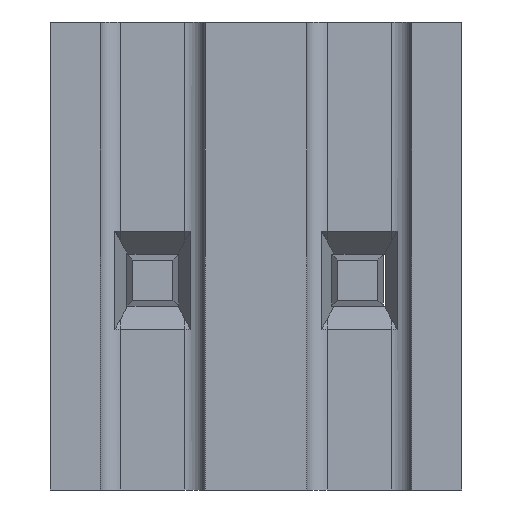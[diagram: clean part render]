
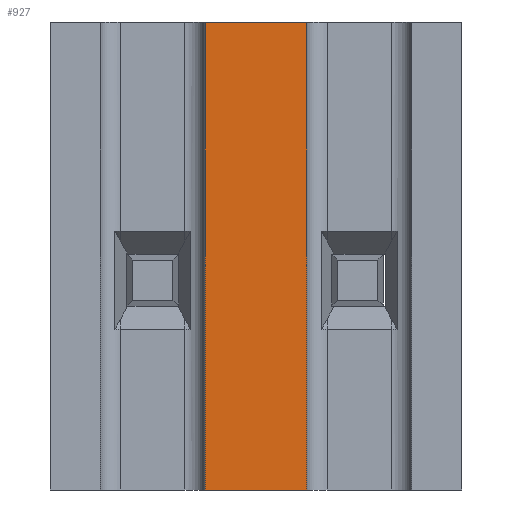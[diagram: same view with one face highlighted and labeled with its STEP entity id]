
A CAD part, front view. The second image highlights one B-rep face of the part: STEP entity #927.
In plain terms, the highlighted planar face has unit normal (0, -1, 0).
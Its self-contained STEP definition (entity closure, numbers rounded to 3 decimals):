
#9 = CARTESIAN_POINT ( 'NONE',  ( 0.63, -1.65, -2.9 ) ) ;
#71 = VECTOR ( 'NONE', #1956, 1000. ) ;
#225 = ORIENTED_EDGE ( 'NONE', *, *, #669, .F. ) ;
#320 = CARTESIAN_POINT ( 'NONE',  ( 0.63, -1.65, 2.9 ) ) ;
#354 = CARTESIAN_POINT ( 'NONE',  ( -0.63, -1.65, -2.9 ) ) ;
#402 = EDGE_CURVE ( 'NONE', #751, #2320, #1305, .T. ) ;
#553 = DIRECTION ( 'NONE',  ( 0., 0., 1. ) ) ;
#582 = CARTESIAN_POINT ( 'NONE',  ( 2.55, -1.65, 2.9 ) ) ;
#669 = EDGE_CURVE ( 'NONE', #1365, #1932, #1338, .T. ) ;
#739 = FACE_OUTER_BOUND ( 'NONE', #1876, .T. ) ;
#751 = VERTEX_POINT ( 'NONE', #320 ) ;
#924 = DIRECTION ( 'NONE',  ( -1., 0., 0. ) ) ;
#927 = ADVANCED_FACE ( 'NONE', ( #739 ), #953, .F. ) ;
#953 = PLANE ( 'NONE',  #984 ) ;
#984 = AXIS2_PLACEMENT_3D ( 'NONE', #1717, #2504, #553 ) ;
#1011 = DIRECTION ( 'NONE',  ( 0., 0., 1. ) ) ;
#1281 = LINE ( 'NONE', #354, #1315 ) ;
#1305 = LINE ( 'NONE', #582, #71 ) ;
#1315 = VECTOR ( 'NONE', #1716, 1000. ) ;
#1338 = LINE ( 'NONE', #2096, #1828 ) ;
#1365 = VERTEX_POINT ( 'NONE', #2155 ) ;
#1458 = LINE ( 'NONE', #9, #1494 ) ;
#1494 = VECTOR ( 'NONE', #1011, 1000. ) ;
#1545 = CARTESIAN_POINT ( 'NONE',  ( -0.63, -1.65, -2.9 ) ) ;
#1716 = DIRECTION ( 'NONE',  ( 0., 0., 1. ) ) ;
#1717 = CARTESIAN_POINT ( 'NONE',  ( 2.55, -1.65, 2.9 ) ) ;
#1828 = VECTOR ( 'NONE', #924, 1000. ) ;
#1876 = EDGE_LOOP ( 'NONE', ( #2252, #2124, #2263, #225 ) ) ;
#1884 = EDGE_CURVE ( 'NONE', #1932, #2320, #1281, .T. ) ;
#1932 = VERTEX_POINT ( 'NONE', #1545 ) ;
#1942 = CARTESIAN_POINT ( 'NONE',  ( -0.63, -1.65, 2.9 ) ) ;
#1956 = DIRECTION ( 'NONE',  ( -1., 0., 0. ) ) ;
#2096 = CARTESIAN_POINT ( 'NONE',  ( 2.55, -1.65, -2.9 ) ) ;
#2124 = ORIENTED_EDGE ( 'NONE', *, *, #402, .T. ) ;
#2155 = CARTESIAN_POINT ( 'NONE',  ( 0.63, -1.65, -2.9 ) ) ;
#2220 = EDGE_CURVE ( 'NONE', #1365, #751, #1458, .T. ) ;
#2252 = ORIENTED_EDGE ( 'NONE', *, *, #2220, .T. ) ;
#2263 = ORIENTED_EDGE ( 'NONE', *, *, #1884, .F. ) ;
#2320 = VERTEX_POINT ( 'NONE', #1942 ) ;
#2504 = DIRECTION ( 'NONE',  ( 0., 1., 0. ) ) ;
